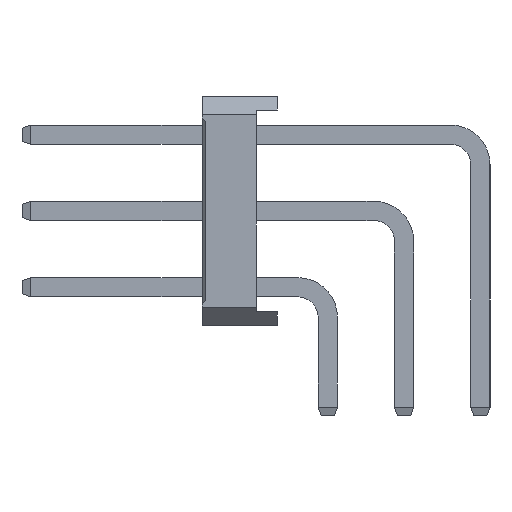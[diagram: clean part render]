
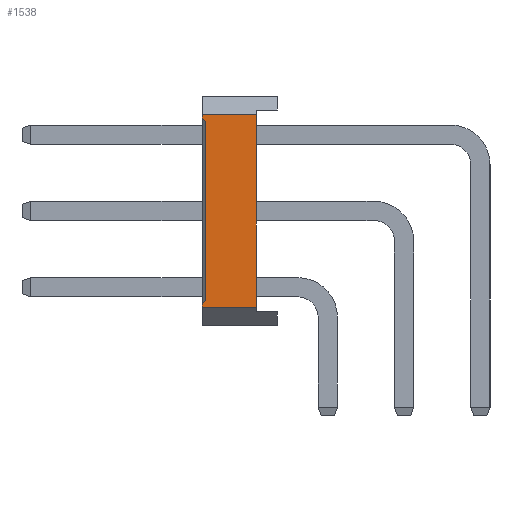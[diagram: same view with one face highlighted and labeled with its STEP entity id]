
A CAD part, left-side view. The second image highlights one B-rep face of the part: STEP entity #1538.
In plain terms, the highlighted planar face has unit normal (-1, 0, 0).
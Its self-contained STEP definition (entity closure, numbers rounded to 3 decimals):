
#1538=ADVANCED_FACE('',(#16872),#16874,.T.);
#16872=FACE_BOUND('',#16873,.T.);
#16873=EDGE_LOOP('',(#29337,#29338,#29339,#29340,#29341,#29342,#29343,#29344));
#16874=PLANE('',#16875);
#16875=AXIS2_PLACEMENT_3D('',#16876,#16877,#16878);
#16876=CARTESIAN_POINT('',(-1.27,1.68,0.6));
#16877=DIRECTION('',(-1.,0.,0.));
#16878=DIRECTION('',(0.,0.,1.));
#29337=ORIENTED_EDGE('',*,*,#37362,.F.);
#29338=ORIENTED_EDGE('',*,*,#37363,.T.);
#29339=ORIENTED_EDGE('',*,*,#37364,.F.);
#29340=ORIENTED_EDGE('',*,*,#36470,.F.);
#29341=ORIENTED_EDGE('',*,*,#37365,.F.);
#29342=ORIENTED_EDGE('',*,*,#36028,.T.);
#29343=ORIENTED_EDGE('',*,*,#37361,.T.);
#29344=ORIENTED_EDGE('',*,*,#36474,.F.);
#36028=EDGE_CURVE('',#40208,#40206,#40209,.T.);
#36470=EDGE_CURVE('',#41090,#41092,#41093,.T.);
#36474=EDGE_CURVE('',#41098,#41100,#41101,.T.);
#37361=EDGE_CURVE('',#40206,#41100,#42709,.T.);
#37362=EDGE_CURVE('',#42710,#41098,#42711,.F.);
#37363=EDGE_CURVE('',#42710,#42712,#42713,.T.);
#37364=EDGE_CURVE('',#41092,#42712,#42714,.F.);
#37365=EDGE_CURVE('',#40208,#41090,#42715,.T.);
#40206=VERTEX_POINT('',#47002);
#40208=VERTEX_POINT('',#47006);
#40209=LINE('',#47007,#47008);
#41090=VERTEX_POINT('',#48770);
#41092=VERTEX_POINT('',#48774);
#41093=LINE('',#48775,#48776);
#41098=VERTEX_POINT('',#48786);
#41100=VERTEX_POINT('',#48790);
#41101=LINE('',#48791,#48792);
#42709=LINE('',#52253,#52254);
#42710=VERTEX_POINT('',#52256);
#42711=LINE('',#52257,#52258);
#42712=VERTEX_POINT('',#52260);
#42713=LINE('',#52261,#52262);
#42714=LINE('',#52264,#52265);
#42715=LINE('',#52267,#52268);
#47002=CARTESIAN_POINT('',(-1.27,2.38,7.02));
#47006=CARTESIAN_POINT('',(-1.27,2.38,0.6));
#47007=CARTESIAN_POINT('',(-1.27,2.38,0.6));
#47008=VECTOR('',#47009,1.);
#47009=DIRECTION('',(0.,0.,1.));
#48770=CARTESIAN_POINT('',(-1.27,4.18,0.6));
#48774=CARTESIAN_POINT('',(-1.27,4.18,0.72));
#48775=CARTESIAN_POINT('',(-1.27,4.18,0.6));
#48776=VECTOR('',#48777,1.);
#48777=DIRECTION('',(0.,0.,1.));
#48786=CARTESIAN_POINT('',(-1.27,4.18,6.9));
#48790=CARTESIAN_POINT('',(-1.27,4.18,7.02));
#48791=CARTESIAN_POINT('',(-1.27,4.18,6.9));
#48792=VECTOR('',#48793,1.);
#48793=DIRECTION('',(0.,0.,1.));
#52253=CARTESIAN_POINT('',(-1.27,2.38,7.02));
#52254=VECTOR('',#52255,1.);
#52255=DIRECTION('',(0.,1.,0.));
#52256=CARTESIAN_POINT('',(-1.27,4.08,6.8));
#52257=CARTESIAN_POINT('',(-1.27,4.18,6.9));
#52258=VECTOR('',#52259,1.);
#52259=DIRECTION('',(0.,-0.707,-0.707));
#52260=CARTESIAN_POINT('',(-1.27,4.08,0.82));
#52261=CARTESIAN_POINT('',(-1.27,4.08,6.8));
#52262=VECTOR('',#52263,1.);
#52263=DIRECTION('',(0.,0.,-1.));
#52264=CARTESIAN_POINT('',(-1.27,4.08,0.82));
#52265=VECTOR('',#52266,1.);
#52266=DIRECTION('',(0.,0.707,-0.707));
#52267=CARTESIAN_POINT('',(-1.27,2.38,0.6));
#52268=VECTOR('',#52269,1.);
#52269=DIRECTION('',(0.,1.,0.));
